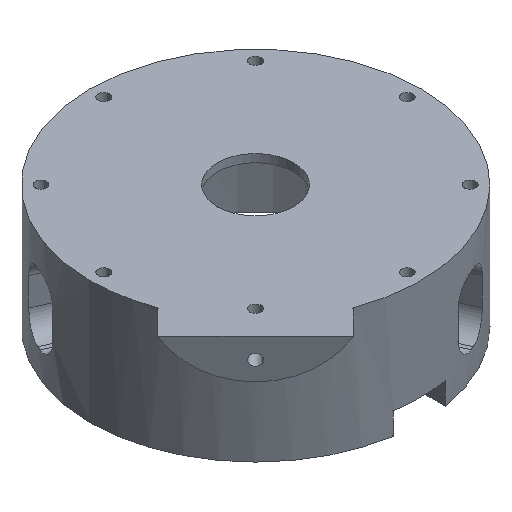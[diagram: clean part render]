
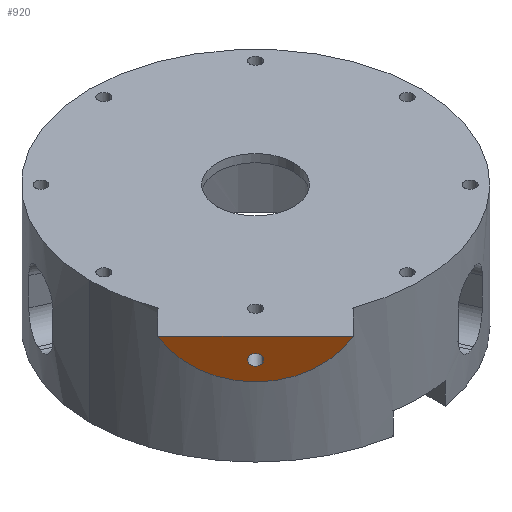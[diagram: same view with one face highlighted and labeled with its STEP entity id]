
A CAD part, isometric view. The second image highlights one B-rep face of the part: STEP entity #920.
In plain terms, the highlighted planar face has unit normal (-0.707, -0.707, 0).
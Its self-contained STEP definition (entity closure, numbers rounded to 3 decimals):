
#9 = CARTESIAN_POINT ( 'NONE',  ( -31.749, -33.729, -16.75 ) ) ;
#64 = DIRECTION ( 'NONE',  ( -0.707, -0.707, 0. ) ) ;
#138 = DIRECTION ( 'NONE',  ( 0.707, -0.707, 0. ) ) ;
#196 = VERTEX_POINT ( 'NONE', #2519 ) ;
#288 = ORIENTED_EDGE ( 'NONE', *, *, #2934, .T. ) ;
#353 = AXIS2_PLACEMENT_3D ( 'NONE', #973, #2703, #3281 ) ;
#788 = VERTEX_POINT ( 'NONE', #2221 ) ;
#806 = CARTESIAN_POINT ( 'NONE',  ( -32.739, -32.739, -11.7 ) ) ;
#920 = ADVANCED_FACE ( 'NONE', ( #2727, #1520 ), #1791, .T. ) ;
#940 = DIRECTION ( 'NONE',  ( -0.707, -0.707, 0. ) ) ;
#973 = CARTESIAN_POINT ( 'NONE',  ( -32.739, -32.739, 0. ) ) ;
#1165 = CIRCLE ( 'NONE', #3322, 20. ) ;
#1251 = EDGE_CURVE ( 'NONE', #788, #2811, #3447, .T. ) ;
#1442 = CARTESIAN_POINT ( 'NONE',  ( -20.574, -44.904, -11.7 ) ) ;
#1469 = CIRCLE ( 'NONE', #1594, 1.4 ) ;
#1480 = DIRECTION ( 'NONE',  ( 0.707, -0.707, 0. ) ) ;
#1511 = ORIENTED_EDGE ( 'NONE', *, *, #3359, .F. ) ;
#1520 = FACE_OUTER_BOUND ( 'NONE', #2585, .T. ) ;
#1594 = AXIS2_PLACEMENT_3D ( 'NONE', #3162, #3122, #2563 ) ;
#1791 = PLANE ( 'NONE',  #353 ) ;
#1840 = CIRCLE ( 'NONE', #2158, 1.4 ) ;
#2158 = AXIS2_PLACEMENT_3D ( 'NONE', #2473, #64, #138 ) ;
#2221 = CARTESIAN_POINT ( 'NONE',  ( -44.904, -20.574, -11.7 ) ) ;
#2358 = CARTESIAN_POINT ( 'NONE',  ( -32.739, -32.739, -1.5 ) ) ;
#2400 = ORIENTED_EDGE ( 'NONE', *, *, #3149, .F. ) ;
#2473 = CARTESIAN_POINT ( 'NONE',  ( -32.739, -32.739, -16.75 ) ) ;
#2519 = CARTESIAN_POINT ( 'NONE',  ( -33.729, -31.749, -16.75 ) ) ;
#2563 = DIRECTION ( 'NONE',  ( 0.707, -0.707, 0. ) ) ;
#2585 = EDGE_LOOP ( 'NONE', ( #3542, #288 ) ) ;
#2619 = VERTEX_POINT ( 'NONE', #9 ) ;
#2703 = DIRECTION ( 'NONE',  ( -0.707, -0.707, 0. ) ) ;
#2727 = FACE_BOUND ( 'NONE', #3533, .T. ) ;
#2811 = VERTEX_POINT ( 'NONE', #1442 ) ;
#2934 = EDGE_CURVE ( 'NONE', #788, #2811, #1165, .T. ) ;
#2955 = DIRECTION ( 'NONE',  ( 0.707, -0.707, 0. ) ) ;
#3122 = DIRECTION ( 'NONE',  ( -0.707, -0.707, 0. ) ) ;
#3149 = EDGE_CURVE ( 'NONE', #2619, #196, #1469, .T. ) ;
#3162 = CARTESIAN_POINT ( 'NONE',  ( -32.739, -32.739, -16.75 ) ) ;
#3281 = DIRECTION ( 'NONE',  ( 0.707, -0.707, 0. ) ) ;
#3322 = AXIS2_PLACEMENT_3D ( 'NONE', #2358, #940, #2955 ) ;
#3359 = EDGE_CURVE ( 'NONE', #196, #2619, #1840, .T. ) ;
#3447 = LINE ( 'NONE', #806, #3682 ) ;
#3533 = EDGE_LOOP ( 'NONE', ( #1511, #2400 ) ) ;
#3542 = ORIENTED_EDGE ( 'NONE', *, *, #1251, .F. ) ;
#3682 = VECTOR ( 'NONE', #1480, 1000. ) ;
